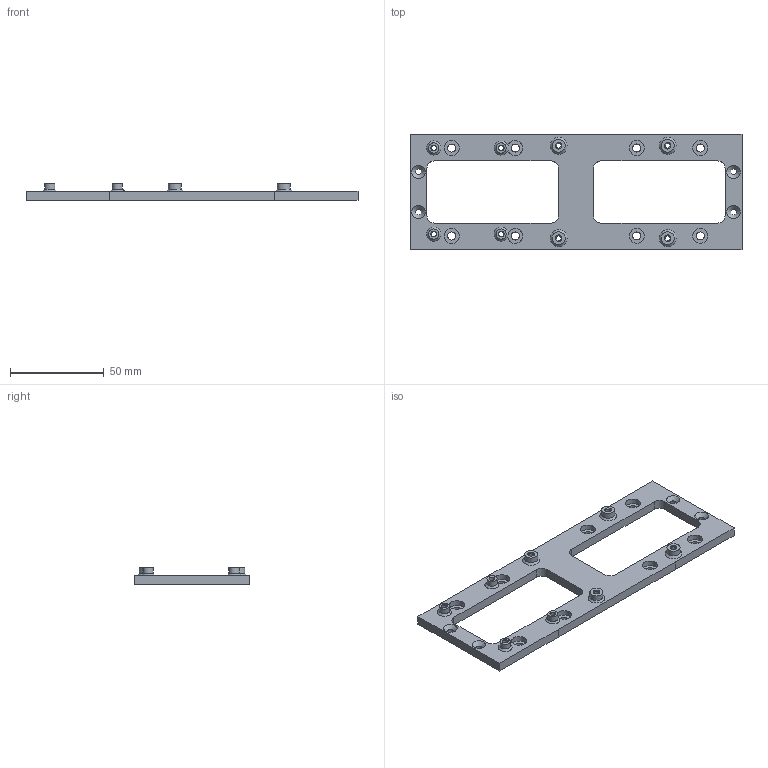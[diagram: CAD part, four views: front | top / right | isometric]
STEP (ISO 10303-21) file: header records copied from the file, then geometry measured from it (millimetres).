
FILE_DESCRIPTION(/* description */ (''),/* implementation_level */ '2;1');
FILE_NAME(/* name */ 'RASP PI_BASE.step',/* time_stamp */ '2024-03-16T17:21:31Z',/* author */ (''),/* organization */ (''),/* preprocessor_version */ 'ST-DEVELOPER v20',/* originating_system */ 'Autodesk Translation Framework v12.20.1.177',/* authorisation */ '');
FILE_SCHEMA (('AUTOMOTIVE_DESIGN { 1 0 10303 214 3 1 1 }'));
Length unit declared in the file: millimetre
Products named in the file (4): (Não salvo); Montering Orginal; Botten; Bottenplatta
Assembly tree (3 placements, depth 4):
  (Não salvo)
    Montering Orginal
      Botten
        Bottenplatta
Bounding box: 177.42 x 61.5 x 9 mm (x, y, z)
Volume: 30333.4 mm3; surface area: 18681.4 mm2
Topology: 1 solids, 1 shells, 98 faces, 230 edges, 148 vertices
Faces by surface type: cylinder 44, plane 34, cone 20
Full cylindrical faces by diameter (mm): 2.6 x4, 2.7 x4, 3.2 x4, 4.3 x8, 5.5 x4, 7 x4, 8 x8
Entity records: 3036 total; most frequent: DIRECTION 550, CARTESIAN_POINT 499, ORIENTED_EDGE 460, EDGE_CURVE 230, AXIS2_PLACEMENT_3D 219, EDGE_LOOP 156, VERTEX_POINT 148, CIRCLE 114
